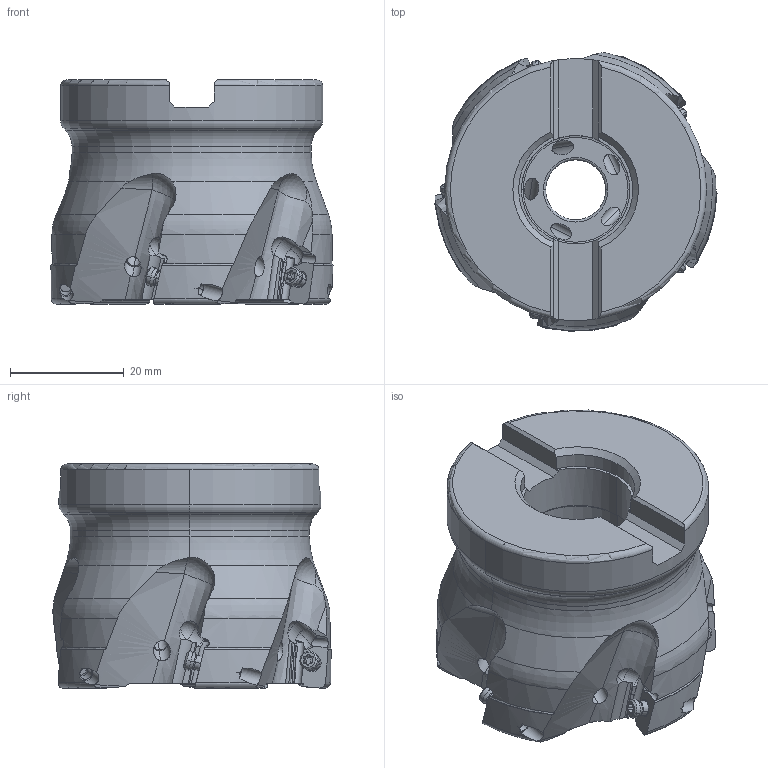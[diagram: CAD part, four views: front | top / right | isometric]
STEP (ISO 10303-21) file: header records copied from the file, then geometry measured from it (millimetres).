
FILE_DESCRIPTION(/* description */ (''),/* implementation_level */ '2;1');
FILE_NAME(/* name */ 'APX3000R0205A.stp',/* time_stamp */ '2021-09-08T11:48:36+09:00',/* author */ (''),/* organization */ (''),/* preprocessor_version */ 'ST-DEVELOPER v16',/* originating_system */ 'SIEMENS PLM Software NX 10.0',/* authorisation */ '');
FILE_SCHEMA (('AUTOMOTIVE_DESIGN { 1 0 10303 214 3 1 1 1 }'));
Length unit declared in the file: millimetre
Products named in the file (1): APX3000R0205A_ASM
Bounding box: 49.53 x 48.88 x 39.35 mm (x, y, z)
Volume: 49249.4 mm3; surface area: 12740.2 mm2
Topology: 6 solids, 6 shells, 484 faces, 1492 edges, 1009 vertices
Faces by surface type: cylinder 209, plane 116, cone 70, torus 49, sphere 30, bspline 10
Entity records: 22386 total; most frequent: CARTESIAN_POINT 9378, ORIENTED_EDGE 2934, DIRECTION 2494, EDGE_CURVE 1467, AXIS2_PLACEMENT_3D 1063, VERTEX_POINT 1001, B_SPLINE_CURVE_WITH_KNOTS 538, EDGE_LOOP 512
